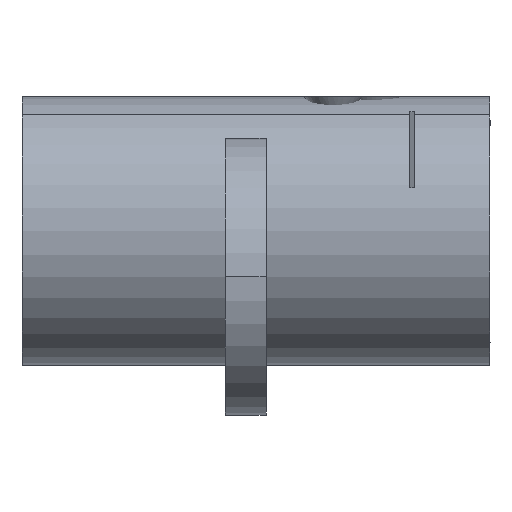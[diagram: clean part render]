
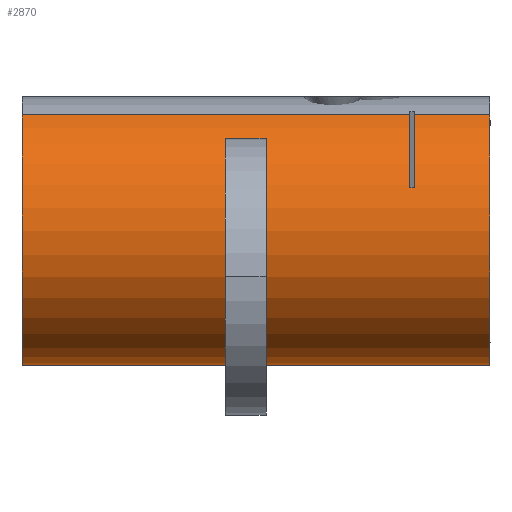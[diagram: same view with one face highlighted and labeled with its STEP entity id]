
A CAD part, left-side view. The second image highlights one B-rep face of the part: STEP entity #2870.
In plain terms, the highlighted cylindrical face has radius 33 mm (diameter 66 mm), a partial arc.
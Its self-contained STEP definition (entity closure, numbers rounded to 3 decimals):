
#1165=CYLINDRICAL_SURFACE('',#20696,33.);
#2870=ADVANCED_FACE('',(#3886),#1165,.T.);
#3886=FACE_OUTER_BOUND('',#4955,.F.);
#4955=EDGE_LOOP('',(#6543,#6544,#6545,#6546));
#6543=ORIENTED_EDGE('',*,*,#14922,.T.);
#6544=ORIENTED_EDGE('',*,*,#14923,.F.);
#6545=ORIENTED_EDGE('',*,*,#14924,.T.);
#6546=ORIENTED_EDGE('',*,*,#14925,.T.);
#11592=LINE('',#26991,#13110);
#11593=LINE('',#26993,#13111);
#13110=VECTOR('',#22517,115.);
#13111=VECTOR('',#22520,115.);
#14922=EDGE_CURVE('',#17555,#17554,#17178,.T.);
#14923=EDGE_CURVE('',#17553,#17554,#11592,.T.);
#14924=EDGE_CURVE('',#17553,#17552,#17179,.T.);
#14925=EDGE_CURVE('',#17552,#17555,#11593,.T.);
#17178=CIRCLE('',#20640,33.);
#17179=CIRCLE('',#20641,33.);
#17552=VERTEX_POINT('',#26978);
#17553=VERTEX_POINT('',#26979);
#17554=VERTEX_POINT('',#26980);
#17555=VERTEX_POINT('',#26981);
#20640=AXIS2_PLACEMENT_3D('',#26990,#22515,#22516);
#20641=AXIS2_PLACEMENT_3D('',#26992,#22518,#22519);
#20696=AXIS2_PLACEMENT_3D('',#27060,#22641,#22642);
#22515=DIRECTION('',(0.,1.,0.));
#22516=DIRECTION('',(0.5,0.,-0.866));
#22517=DIRECTION('',(0.,1.,0.));
#22518=DIRECTION('',(0.,-1.,0.));
#22519=DIRECTION('',(-0.5,0.,0.866));
#22520=DIRECTION('',(0.,1.,0.));
#22641=DIRECTION('',(0.,1.,0.));
#22642=DIRECTION('',(0.574,0.,-0.819));
#26978=CARTESIAN_POINT('',(132.127,-19.165,
-11.893));
#26979=CARTESIAN_POINT('',(99.127,-19.165,
45.265));
#26980=CARTESIAN_POINT('',(99.127,95.835,45.265));
#26981=CARTESIAN_POINT('',(132.127,95.835,
-11.893));
#26990=CARTESIAN_POINT('',(115.627,95.835,16.686));
#26991=CARTESIAN_POINT('',(99.127,-19.165,
45.265));
#26992=CARTESIAN_POINT('',(115.627,-19.165,
16.686));
#26993=CARTESIAN_POINT('',(132.127,-19.165,
-11.893));
#27060=CARTESIAN_POINT('',(115.627,101.585,16.686));
